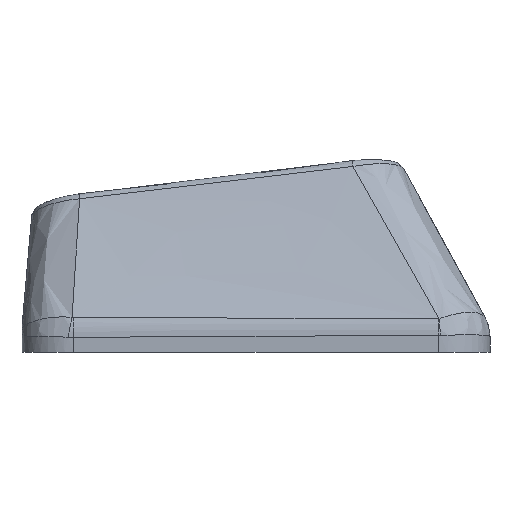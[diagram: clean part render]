
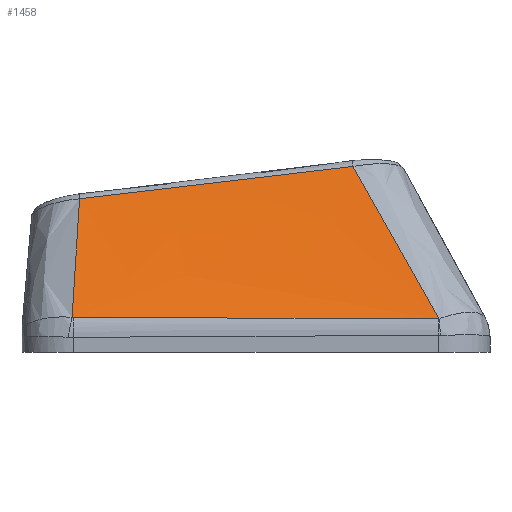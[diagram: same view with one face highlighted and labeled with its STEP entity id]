
A CAD part, left-side view. The second image highlights one B-rep face of the part: STEP entity #1458.
In plain terms, the highlighted free-form (B-spline) face has degree [3, 3] with [4, 4] control points.
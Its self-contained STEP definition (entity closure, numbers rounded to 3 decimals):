
#34=B_SPLINE_SURFACE_WITH_KNOTS('',3,3,((#3155,#3156,#3157,#3158),(#3159,
#3160,#3161,#3162),(#3163,#3164,#3165,#3166),(#3167,#3168,#3169,#3170)),
 .UNSPECIFIED.,.F.,.F.,.F.,(4,4),(4,4),(0.101,0.893),
(0.045,0.954),.UNSPECIFIED.);
#327=FACE_OUTER_BOUND('',#415,.T.);
#415=EDGE_LOOP('',(#1165,#1166,#1167,#1168,#1169,#1170));
#515=B_SPLINE_CURVE_WITH_KNOTS('',3,(#2660,#2661,#2662,#2663),
 .UNSPECIFIED.,.F.,.F.,(4,4),(0.,0.002),.UNSPECIFIED.);
#517=B_SPLINE_CURVE_WITH_KNOTS('',3,(#2687,#2688,#2689,#2690),
 .UNSPECIFIED.,.F.,.F.,(4,4),(0.,1.416),.UNSPECIFIED.);
#519=B_SPLINE_CURVE_WITH_KNOTS('',3,(#2714,#2715,#2716,#2717),
 .UNSPECIFIED.,.F.,.F.,(4,4),(0.,0.005),
 .UNSPECIFIED.);
#541=B_SPLINE_CURVE_WITH_KNOTS('',3,(#3146,#3147,#3148,#3149),
 .UNSPECIFIED.,.F.,.F.,(4,4),(-0.569,-0.031),
 .UNSPECIFIED.);
#543=B_SPLINE_CURVE_WITH_KNOTS('',3,(#3172,#3173,#3174,#3175),
 .UNSPECIFIED.,.F.,.F.,(4,4),(0.036,0.771),
 .UNSPECIFIED.);
#544=B_SPLINE_CURVE_WITH_KNOTS('',3,(#3176,#3177,#3178,#3179),
 .UNSPECIFIED.,.F.,.F.,(4,4),(-1.068,0.),
 .UNSPECIFIED.);
#640=VERTEX_POINT('',#2619);
#644=VERTEX_POINT('',#2653);
#646=VERTEX_POINT('',#2680);
#648=VERTEX_POINT('',#2707);
#681=VERTEX_POINT('',#3145);
#682=VERTEX_POINT('',#3171);
#811=EDGE_CURVE('',#640,#644,#515,.T.);
#814=EDGE_CURVE('',#644,#646,#517,.T.);
#817=EDGE_CURVE('',#646,#648,#519,.T.);
#869=EDGE_CURVE('',#648,#681,#541,.T.);
#871=EDGE_CURVE('',#682,#640,#543,.T.);
#872=EDGE_CURVE('',#681,#682,#544,.T.);
#1165=ORIENTED_EDGE('',*,*,#817,.F.);
#1166=ORIENTED_EDGE('',*,*,#814,.F.);
#1167=ORIENTED_EDGE('',*,*,#811,.F.);
#1168=ORIENTED_EDGE('',*,*,#871,.F.);
#1169=ORIENTED_EDGE('',*,*,#872,.F.);
#1170=ORIENTED_EDGE('',*,*,#869,.F.);
#1458=ADVANCED_FACE('',(#327),#34,.T.);
#2619=CARTESIAN_POINT('',(-8.936,-7.099,0.305));
#2653=CARTESIAN_POINT('',(-8.936,-7.078,0.304));
#2660=CARTESIAN_POINT('Ctrl Pts',(-8.936,-7.099,0.305));
#2661=CARTESIAN_POINT('Ctrl Pts',(-8.936,-7.092,0.305));
#2662=CARTESIAN_POINT('Ctrl Pts',(-8.936,-7.085,0.304));
#2663=CARTESIAN_POINT('Ctrl Pts',(-8.936,-7.078,0.304));
#2680=CARTESIAN_POINT('',(-8.867,7.086,0.356));
#2687=CARTESIAN_POINT('Ctrl Pts',(-8.936,-7.078,0.304));
#2688=CARTESIAN_POINT('Ctrl Pts',(-8.919,-2.357,0.32));
#2689=CARTESIAN_POINT('Ctrl Pts',(-8.897,2.364,0.337));
#2690=CARTESIAN_POINT('Ctrl Pts',(-8.867,7.086,0.356));
#2707=CARTESIAN_POINT('',(-8.864,7.138,0.361));
#2714=CARTESIAN_POINT('Ctrl Pts',(-8.867,7.086,0.356));
#2715=CARTESIAN_POINT('Ctrl Pts',(-8.867,7.103,0.356));
#2716=CARTESIAN_POINT('Ctrl Pts',(-8.866,7.121,0.358));
#2717=CARTESIAN_POINT('Ctrl Pts',(-8.864,7.138,0.361));
#3145=CARTESIAN_POINT('',(-6.125,6.845,4.961));
#3146=CARTESIAN_POINT('Ctrl Pts',(-8.864,7.138,0.361));
#3147=CARTESIAN_POINT('Ctrl Pts',(-7.946,7.034,1.892));
#3148=CARTESIAN_POINT('Ctrl Pts',(-7.032,6.935,3.425));
#3149=CARTESIAN_POINT('Ctrl Pts',(-6.125,6.845,4.961));
#3155=CARTESIAN_POINT('Ctrl Pts',(-6.11,-4.134,6.257));
#3156=CARTESIAN_POINT('Ctrl Pts',(-7.052,-5.122,4.273));
#3157=CARTESIAN_POINT('Ctrl Pts',(-7.994,-6.111,2.289));
#3158=CARTESIAN_POINT('Ctrl Pts',(-8.936,-7.099,0.304));
#3159=CARTESIAN_POINT('Ctrl Pts',(-6.11,-0.376,
5.822));
#3160=CARTESIAN_POINT('Ctrl Pts',(-7.052,-1.035,3.976));
#3161=CARTESIAN_POINT('Ctrl Pts',(-7.994,-1.694,2.13));
#3162=CARTESIAN_POINT('Ctrl Pts',(-8.936,-2.353,0.283));
#3163=CARTESIAN_POINT('Ctrl Pts',(-6.11,3.382,5.387));
#3164=CARTESIAN_POINT('Ctrl Pts',(-7.052,3.052,3.679));
#3165=CARTESIAN_POINT('Ctrl Pts',(-7.994,2.722,1.97));
#3166=CARTESIAN_POINT('Ctrl Pts',(-8.936,2.392,0.262));
#3167=CARTESIAN_POINT('Ctrl Pts',(-6.11,7.14,4.953));
#3168=CARTESIAN_POINT('Ctrl Pts',(-7.052,7.14,3.382));
#3169=CARTESIAN_POINT('Ctrl Pts',(-7.994,7.139,1.811));
#3170=CARTESIAN_POINT('Ctrl Pts',(-8.936,7.138,0.241));
#3171=CARTESIAN_POINT('',(-6.11,-3.758,6.214));
#3172=CARTESIAN_POINT('Ctrl Pts',(-6.11,-3.758,6.214));
#3173=CARTESIAN_POINT('Ctrl Pts',(-7.058,-4.877,4.249));
#3174=CARTESIAN_POINT('Ctrl Pts',(-7.999,-5.99,2.278));
#3175=CARTESIAN_POINT('Ctrl Pts',(-8.936,-7.099,0.305));
#3176=CARTESIAN_POINT('Ctrl Pts',(-6.125,6.845,4.961));
#3177=CARTESIAN_POINT('Ctrl Pts',(-6.12,3.31,5.375));
#3178=CARTESIAN_POINT('Ctrl Pts',(-6.115,-0.224,
5.793));
#3179=CARTESIAN_POINT('Ctrl Pts',(-6.11,-3.758,6.214));
